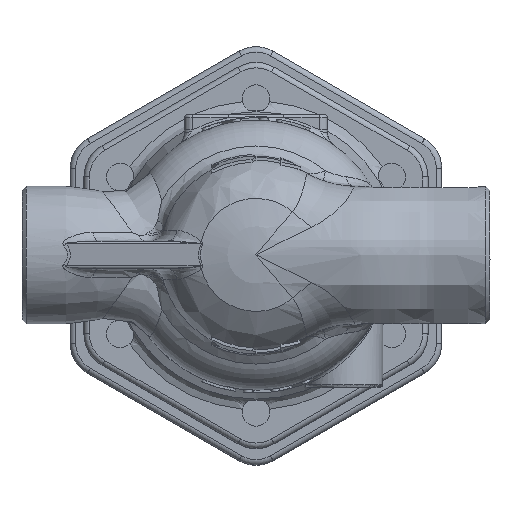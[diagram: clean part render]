
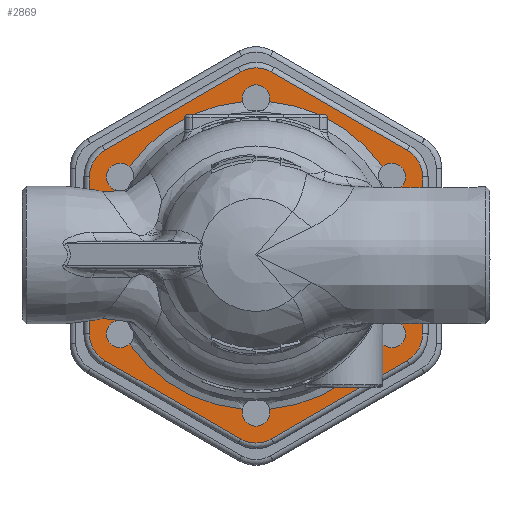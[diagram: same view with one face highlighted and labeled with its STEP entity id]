
A CAD part, top view. The second image highlights one B-rep face of the part: STEP entity #2869.
In plain terms, the highlighted planar face has unit normal (0, 0, 1).
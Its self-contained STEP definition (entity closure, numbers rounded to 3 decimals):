
#2267=CARTESIAN_POINT('',(-45.943,-32.147,16.5));
#2268=VERTEX_POINT('',#2267);
#2283=CARTESIAN_POINT('',(-50.812,-23.714,16.5));
#2284=VERTEX_POINT('',#2283);
#2296=CARTESIAN_POINT('',(-49.363,-28.5,16.5));
#2297=DIRECTION('',(0.0,0.0,-1.0));
#2298=DIRECTION('',(0.5,-0.866,0.0));
#2299=AXIS2_PLACEMENT_3D('',#2296,#2297,#2298);
#2300=CIRCLE('',#2299,5.0);
#2301=EDGE_CURVE('',#2268,#2284,#2300,.T.);
#2365=CARTESIAN_POINT('',(-50.812,23.714,16.5));
#2366=VERTEX_POINT('',#2365);
#2381=CARTESIAN_POINT('',(-45.943,32.147,16.5));
#2382=VERTEX_POINT('',#2381);
#2394=CARTESIAN_POINT('',(-49.363,28.5,16.5));
#2395=DIRECTION('',(0.0,0.0,-1.0));
#2396=DIRECTION('',(-0.5,-0.866,0.0));
#2397=AXIS2_PLACEMENT_3D('',#2394,#2395,#2396);
#2398=CIRCLE('',#2397,5.0);
#2399=EDGE_CURVE('',#2366,#2382,#2398,.T.);
#2463=CARTESIAN_POINT('',(-4.869,55.861,16.5));
#2464=VERTEX_POINT('',#2463);
#2479=CARTESIAN_POINT('',(4.869,55.861,16.5));
#2480=VERTEX_POINT('',#2479);
#2494=CARTESIAN_POINT('',(0.,57.,16.5));
#2495=DIRECTION('',(0.0,0.0,-1.0));
#2496=DIRECTION('',(-1.0,0.0,0.0));
#2497=AXIS2_PLACEMENT_3D('',#2494,#2495,#2496);
#2498=CIRCLE('',#2497,5.0);
#2499=EDGE_CURVE('',#2464,#2480,#2498,.T.);
#2563=CARTESIAN_POINT('',(45.943,32.147,16.5));
#2564=VERTEX_POINT('',#2563);
#2579=CARTESIAN_POINT('',(50.812,23.714,16.5));
#2580=VERTEX_POINT('',#2579);
#2592=CARTESIAN_POINT('',(49.363,28.5,16.5));
#2593=DIRECTION('',(0.0,0.0,-1.));
#2594=DIRECTION('',(-0.5,0.866,0.0));
#2595=AXIS2_PLACEMENT_3D('',#2592,#2593,#2594);
#2596=CIRCLE('',#2595,5.0);
#2597=EDGE_CURVE('',#2564,#2580,#2596,.T.);
#2661=CARTESIAN_POINT('',(50.812,-23.714,16.5));
#2662=VERTEX_POINT('',#2661);
#2677=CARTESIAN_POINT('',(45.943,-32.147,16.5));
#2678=VERTEX_POINT('',#2677);
#2690=CARTESIAN_POINT('',(49.363,-28.5,16.5));
#2691=DIRECTION('',(0.0,0.0,-1.0));
#2692=DIRECTION('',(0.5,0.866,0.0));
#2693=AXIS2_PLACEMENT_3D('',#2690,#2691,#2692);
#2694=CIRCLE('',#2693,5.0);
#2695=EDGE_CURVE('',#2662,#2678,#2694,.T.);
#2700=CARTESIAN_POINT('',(0.,0.,16.5));
#2701=DIRECTION('',(0.0,0.0,1.0));
#2702=DIRECTION('',(1.0,0.0,0.0));
#2703=AXIS2_PLACEMENT_3D('',#2700,#2701,#2702);
#2704=PLANE('',#2703);
#2705=CARTESIAN_POINT('',(-60.5,28.5,16.5));
#2706=VERTEX_POINT('',#2705);
#2707=CARTESIAN_POINT('',(-54.932,38.145,16.5));
#2708=VERTEX_POINT('',#2707);
#2709=CARTESIAN_POINT('',(-49.363,28.5,16.5));
#2710=DIRECTION('',(0.0,0.0,-1.0));
#2711=DIRECTION('',(-0.866,0.5,0.0));
#2712=AXIS2_PLACEMENT_3D('',#2709,#2710,#2711);
#2713=CIRCLE('',#2712,11.137);
#2714=EDGE_CURVE('',#2706,#2708,#2713,.T.);
#2715=ORIENTED_EDGE('',*,*,#2714,.F.);
#2716=CARTESIAN_POINT('',(-60.5,-28.5,16.5));
#2717=VERTEX_POINT('',#2716);
#2718=CARTESIAN_POINT('',(-60.5,-28.5,16.5));
#2719=DIRECTION('',(0.0,1.0,0.0));
#2720=VECTOR('',#2719,57.);
#2721=LINE('',#2718,#2720);
#2722=EDGE_CURVE('',#2717,#2706,#2721,.T.);
#2723=ORIENTED_EDGE('',*,*,#2722,.F.);
#2724=CARTESIAN_POINT('',(-54.932,-38.145,16.5));
#2725=VERTEX_POINT('',#2724);
#2726=CARTESIAN_POINT('',(-49.363,-28.5,16.5));
#2727=DIRECTION('',(0.0,0.0,-1.));
#2728=DIRECTION('',(-0.866,-0.5,0.0));
#2729=AXIS2_PLACEMENT_3D('',#2726,#2727,#2728);
#2730=CIRCLE('',#2729,11.137);
#2731=EDGE_CURVE('',#2725,#2717,#2730,.T.);
#2732=ORIENTED_EDGE('',*,*,#2731,.F.);
#2733=CARTESIAN_POINT('',(-5.568,-66.645,16.5));
#2734=VERTEX_POINT('',#2733);
#2735=CARTESIAN_POINT('',(-5.568,-66.645,16.5));
#2736=DIRECTION('',(-0.866,0.5,0.0));
#2737=VECTOR('',#2736,57.);
#2738=LINE('',#2735,#2737);
#2739=EDGE_CURVE('',#2734,#2725,#2738,.T.);
#2740=ORIENTED_EDGE('',*,*,#2739,.F.);
#2741=CARTESIAN_POINT('',(5.568,-66.645,16.5));
#2742=VERTEX_POINT('',#2741);
#2743=CARTESIAN_POINT('',(0.,-57.0,16.5));
#2744=DIRECTION('',(0.0,0.0,-1.0));
#2745=DIRECTION('',(0.0,-1.0,0.0));
#2746=AXIS2_PLACEMENT_3D('',#2743,#2744,#2745);
#2747=CIRCLE('',#2746,11.137);
#2748=EDGE_CURVE('',#2742,#2734,#2747,.T.);
#2749=ORIENTED_EDGE('',*,*,#2748,.F.);
#2750=CARTESIAN_POINT('',(54.932,-38.145,16.5));
#2751=VERTEX_POINT('',#2750);
#2752=CARTESIAN_POINT('',(54.932,-38.145,16.5));
#2753=DIRECTION('',(-0.866,-0.5,0.0));
#2754=VECTOR('',#2753,57.);
#2755=LINE('',#2752,#2754);
#2756=EDGE_CURVE('',#2751,#2742,#2755,.T.);
#2757=ORIENTED_EDGE('',*,*,#2756,.F.);
#2758=CARTESIAN_POINT('',(60.5,-28.5,16.5));
#2759=VERTEX_POINT('',#2758);
#2760=CARTESIAN_POINT('',(49.363,-28.5,16.5));
#2761=DIRECTION('',(0.0,0.0,-1.0));
#2762=DIRECTION('',(0.866,-0.5,0.0));
#2763=AXIS2_PLACEMENT_3D('',#2760,#2761,#2762);
#2764=CIRCLE('',#2763,11.137);
#2765=EDGE_CURVE('',#2759,#2751,#2764,.T.);
#2766=ORIENTED_EDGE('',*,*,#2765,.F.);
#2767=CARTESIAN_POINT('',(60.5,28.5,16.5));
#2768=VERTEX_POINT('',#2767);
#2769=CARTESIAN_POINT('',(60.5,28.5,16.5));
#2770=DIRECTION('',(0.0,-1.0,0.0));
#2771=VECTOR('',#2770,57.0);
#2772=LINE('',#2769,#2771);
#2773=EDGE_CURVE('',#2768,#2759,#2772,.T.);
#2774=ORIENTED_EDGE('',*,*,#2773,.F.);
#2775=CARTESIAN_POINT('',(54.932,38.145,16.5));
#2776=VERTEX_POINT('',#2775);
#2777=CARTESIAN_POINT('',(49.363,28.5,16.5));
#2778=DIRECTION('',(0.0,0.0,-1.0));
#2779=DIRECTION('',(0.866,0.5,0.0));
#2780=AXIS2_PLACEMENT_3D('',#2777,#2778,#2779);
#2781=CIRCLE('',#2780,11.137);
#2782=EDGE_CURVE('',#2776,#2768,#2781,.T.);
#2783=ORIENTED_EDGE('',*,*,#2782,.F.);
#2784=CARTESIAN_POINT('',(5.568,66.645,16.5));
#2785=VERTEX_POINT('',#2784);
#2786=CARTESIAN_POINT('',(5.568,66.645,16.5));
#2787=DIRECTION('',(0.866,-0.5,0.0));
#2788=VECTOR('',#2787,57.0);
#2789=LINE('',#2786,#2788);
#2790=EDGE_CURVE('',#2785,#2776,#2789,.T.);
#2791=ORIENTED_EDGE('',*,*,#2790,.F.);
#2792=CARTESIAN_POINT('',(-5.568,66.645,16.5));
#2793=VERTEX_POINT('',#2792);
#2794=CARTESIAN_POINT('',(0.,57.0,16.5));
#2795=DIRECTION('',(0.0,0.0,-1.0));
#2796=DIRECTION('',(0.0,1.0,0.0));
#2797=AXIS2_PLACEMENT_3D('',#2794,#2795,#2796);
#2798=CIRCLE('',#2797,11.137);
#2799=EDGE_CURVE('',#2793,#2785,#2798,.T.);
#2800=ORIENTED_EDGE('',*,*,#2799,.F.);
#2801=CARTESIAN_POINT('',(-54.932,38.145,16.5));
#2802=DIRECTION('',(0.866,0.5,0.0));
#2803=VECTOR('',#2802,57.);
#2804=LINE('',#2801,#2803);
#2805=EDGE_CURVE('',#2708,#2793,#2804,.T.);
#2806=ORIENTED_EDGE('',*,*,#2805,.F.);
#2807=EDGE_LOOP('',(#2715,#2723,#2732,#2740,#2749,#2757,#2766,#2774,#2783,#2791,#2800,#2806));
#2808=FACE_OUTER_BOUND('',#2807,.T.);
#2809=ORIENTED_EDGE('',*,*,#2301,.T.);
#2810=CARTESIAN_POINT('',(0.,0.0,16.5));
#2811=DIRECTION('',(0.0,0.0,1.0));
#2812=DIRECTION('',(-1.0,0.0,0.0));
#2813=AXIS2_PLACEMENT_3D('',#2810,#2811,#2812);
#2814=CIRCLE('',#2813,56.073);
#2815=EDGE_CURVE('',#2366,#2284,#2814,.T.);
#2816=ORIENTED_EDGE('',*,*,#2815,.F.);
#2817=ORIENTED_EDGE('',*,*,#2399,.T.);
#2818=CARTESIAN_POINT('',(0.,0.0,16.5));
#2819=DIRECTION('',(0.0,0.0,1.0));
#2820=DIRECTION('',(-1.0,0.0,0.0));
#2821=AXIS2_PLACEMENT_3D('',#2818,#2819,#2820);
#2822=CIRCLE('',#2821,56.073);
#2823=EDGE_CURVE('',#2464,#2382,#2822,.T.);
#2824=ORIENTED_EDGE('',*,*,#2823,.F.);
#2825=ORIENTED_EDGE('',*,*,#2499,.T.);
#2826=CARTESIAN_POINT('',(0.,0.0,16.5));
#2827=DIRECTION('',(0.0,0.0,1.0));
#2828=DIRECTION('',(-1.0,0.0,0.0));
#2829=AXIS2_PLACEMENT_3D('',#2826,#2827,#2828);
#2830=CIRCLE('',#2829,56.073);
#2831=EDGE_CURVE('',#2564,#2480,#2830,.T.);
#2832=ORIENTED_EDGE('',*,*,#2831,.F.);
#2833=ORIENTED_EDGE('',*,*,#2597,.T.);
#2834=CARTESIAN_POINT('',(0.,0.0,16.5));
#2835=DIRECTION('',(0.0,0.0,1.0));
#2836=DIRECTION('',(-1.0,0.0,0.0));
#2837=AXIS2_PLACEMENT_3D('',#2834,#2835,#2836);
#2838=CIRCLE('',#2837,56.073);
#2839=EDGE_CURVE('',#2662,#2580,#2838,.T.);
#2840=ORIENTED_EDGE('',*,*,#2839,.F.);
#2841=ORIENTED_EDGE('',*,*,#2695,.T.);
#2842=CARTESIAN_POINT('',(4.869,-55.861,16.5));
#2843=VERTEX_POINT('',#2842);
#2844=CARTESIAN_POINT('',(0.,0.0,16.5));
#2845=DIRECTION('',(0.0,0.0,1.0));
#2846=DIRECTION('',(-1.0,0.0,0.0));
#2847=AXIS2_PLACEMENT_3D('',#2844,#2845,#2846);
#2848=CIRCLE('',#2847,56.073);
#2849=EDGE_CURVE('',#2843,#2678,#2848,.T.);
#2850=ORIENTED_EDGE('',*,*,#2849,.F.);
#2851=CARTESIAN_POINT('',(-4.869,-55.861,16.5));
#2852=VERTEX_POINT('',#2851);
#2853=CARTESIAN_POINT('',(0.,-57.,16.5));
#2854=DIRECTION('',(0.0,0.0,-1.0));
#2855=DIRECTION('',(1.0,0.0,0.0));
#2856=AXIS2_PLACEMENT_3D('',#2853,#2854,#2855);
#2857=CIRCLE('',#2856,5.0);
#2858=EDGE_CURVE('',#2843,#2852,#2857,.T.);
#2859=ORIENTED_EDGE('',*,*,#2858,.T.);
#2860=CARTESIAN_POINT('',(0.,0.0,16.5));
#2861=DIRECTION('',(0.0,0.0,1.0));
#2862=DIRECTION('',(-1.0,0.0,0.0));
#2863=AXIS2_PLACEMENT_3D('',#2860,#2861,#2862);
#2864=CIRCLE('',#2863,56.073);
#2865=EDGE_CURVE('',#2268,#2852,#2864,.T.);
#2866=ORIENTED_EDGE('',*,*,#2865,.F.);
#2867=EDGE_LOOP('',(#2809,#2816,#2817,#2824,#2825,#2832,#2833,#2840,#2841,#2850,#2859,#2866));
#2868=FACE_BOUND('',#2867,.T.);
#2869=ADVANCED_FACE('',(#2808,#2868),#2704,.T.);
